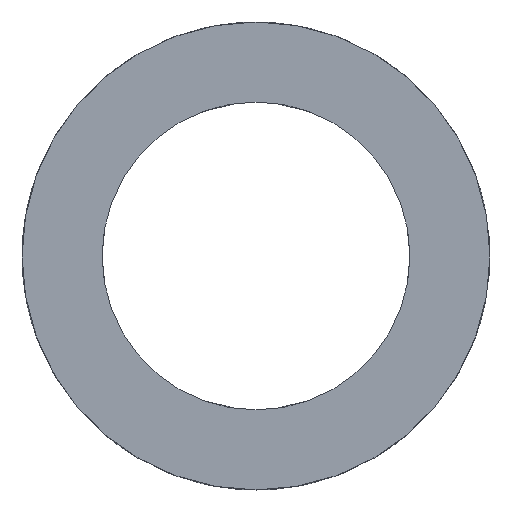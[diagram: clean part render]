
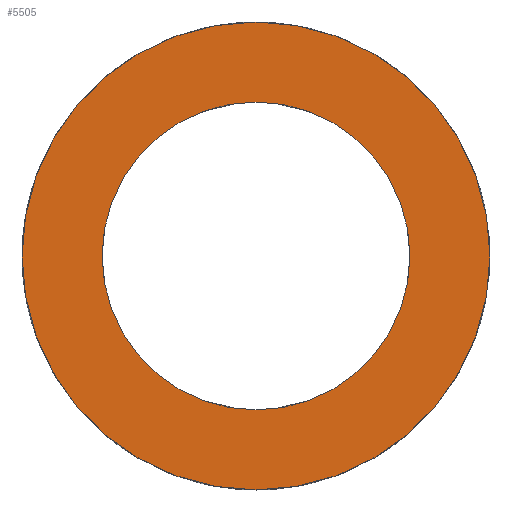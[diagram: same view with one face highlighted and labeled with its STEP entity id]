
A CAD part, top view. The second image highlights one B-rep face of the part: STEP entity #5505.
In plain terms, the highlighted planar face has unit normal (0, 0, 1).
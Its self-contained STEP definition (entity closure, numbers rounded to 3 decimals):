
#150 = CYLINDRICAL_SURFACE('',#151,25.);
#151 = AXIS2_PLACEMENT_3D('',#152,#153,#154);
#152 = CARTESIAN_POINT('',(0.,0.,0.));
#153 = DIRECTION('',(0.,0.,1.));
#154 = DIRECTION('',(-1.,0.,0.));
#292 = VERTEX_POINT('',#293);
#293 = CARTESIAN_POINT('',(-25.,0.,10.));
#314 = EDGE_CURVE('',#292,#292,#315,.T.);
#315 = SURFACE_CURVE('',#316,(#321,#328),.PCURVE_S1.);
#316 = CIRCLE('',#317,25.);
#317 = AXIS2_PLACEMENT_3D('',#318,#319,#320);
#318 = CARTESIAN_POINT('',(0.,0.,10.));
#319 = DIRECTION('',(0.,0.,1.));
#320 = DIRECTION('',(-1.,0.,0.));
#321 = PCURVE('',#150,#322);
#322 = DEFINITIONAL_REPRESENTATION('',(#323),#327);
#323 = LINE('',#324,#325);
#324 = CARTESIAN_POINT('',(0.,10.));
#325 = VECTOR('',#326,1.);
#326 = DIRECTION('',(1.,0.));
#327 = ( GEOMETRIC_REPRESENTATION_CONTEXT(2) 
PARAMETRIC_REPRESENTATION_CONTEXT() REPRESENTATION_CONTEXT('2D SPACE',''
  ) );
#328 = PCURVE('',#329,#334);
#329 = PLANE('',#330);
#330 = AXIS2_PLACEMENT_3D('',#331,#332,#333);
#331 = CARTESIAN_POINT('',(0.,0.,10.));
#332 = DIRECTION('',(0.,0.,1.));
#333 = DIRECTION('',(-1.,0.,0.));
#334 = DEFINITIONAL_REPRESENTATION('',(#335),#339);
#335 = CIRCLE('',#336,25.);
#336 = AXIS2_PLACEMENT_2D('',#337,#338);
#337 = CARTESIAN_POINT('',(0.,0.));
#338 = DIRECTION('',(1.,-0.));
#339 = ( GEOMETRIC_REPRESENTATION_CONTEXT(2) 
PARAMETRIC_REPRESENTATION_CONTEXT() REPRESENTATION_CONTEXT('2D SPACE',''
  ) );
#5505 = ADVANCED_FACE('',(#5506,#5509),#329,.T.);
#5506 = FACE_BOUND('',#5507,.F.);
#5507 = EDGE_LOOP('',(#5508));
#5508 = ORIENTED_EDGE('',*,*,#314,.T.);
#5509 = FACE_BOUND('',#5510,.F.);
#5510 = EDGE_LOOP('',(#5511));
#5511 = ORIENTED_EDGE('',*,*,#5512,.F.);
#5512 = EDGE_CURVE('',#5513,#5513,#5515,.T.);
#5513 = VERTEX_POINT('',#5514);
#5514 = CARTESIAN_POINT('',(-38.,0.,10.));
#5515 = SURFACE_CURVE('',#5516,(#5521,#5528),.PCURVE_S1.);
#5516 = CIRCLE('',#5517,38.);
#5517 = AXIS2_PLACEMENT_3D('',#5518,#5519,#5520);
#5518 = CARTESIAN_POINT('',(0.,0.,10.));
#5519 = DIRECTION('',(0.,0.,1.));
#5520 = DIRECTION('',(-1.,0.,0.));
#5521 = PCURVE('',#329,#5522);
#5522 = DEFINITIONAL_REPRESENTATION('',(#5523),#5527);
#5523 = CIRCLE('',#5524,38.);
#5524 = AXIS2_PLACEMENT_2D('',#5525,#5526);
#5525 = CARTESIAN_POINT('',(0.,0.));
#5526 = DIRECTION('',(1.,0.));
#5527 = ( GEOMETRIC_REPRESENTATION_CONTEXT(2) 
PARAMETRIC_REPRESENTATION_CONTEXT() REPRESENTATION_CONTEXT('2D SPACE',''
  ) );
#5528 = PCURVE('',#5529,#5534);
#5529 = CYLINDRICAL_SURFACE('',#5530,38.);
#5530 = AXIS2_PLACEMENT_3D('',#5531,#5532,#5533);
#5531 = CARTESIAN_POINT('',(0.,0.,10.));
#5532 = DIRECTION('',(0.,0.,-1.));
#5533 = DIRECTION('',(-1.,0.,0.));
#5534 = DEFINITIONAL_REPRESENTATION('',(#5535),#5539);
#5535 = LINE('',#5536,#5537);
#5536 = CARTESIAN_POINT('',(-0.,0.));
#5537 = VECTOR('',#5538,1.);
#5538 = DIRECTION('',(-1.,0.));
#5539 = ( GEOMETRIC_REPRESENTATION_CONTEXT(2) 
PARAMETRIC_REPRESENTATION_CONTEXT() REPRESENTATION_CONTEXT('2D SPACE',''
  ) );
